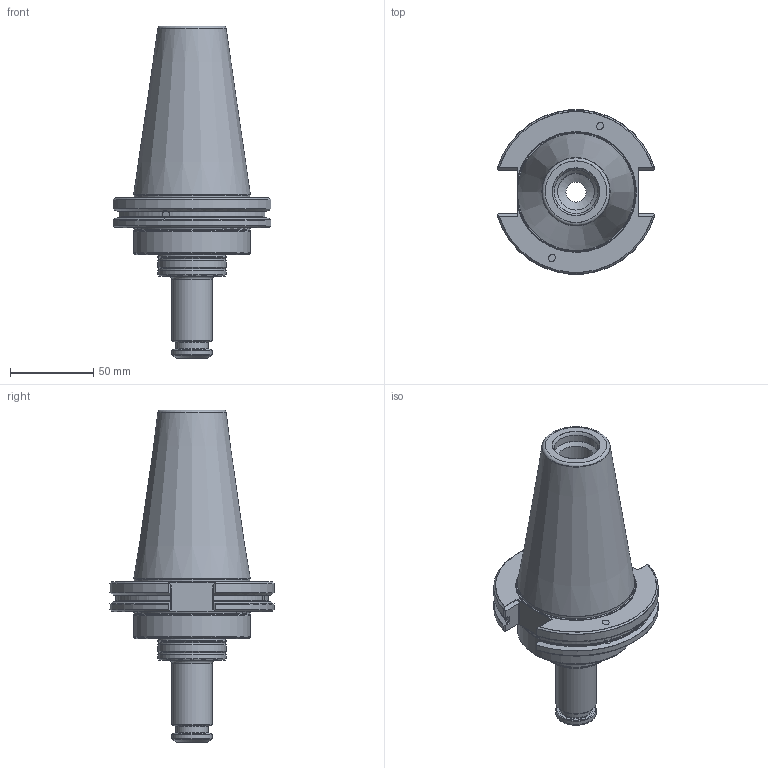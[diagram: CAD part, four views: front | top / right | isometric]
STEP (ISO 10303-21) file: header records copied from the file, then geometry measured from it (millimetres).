
FILE_DESCRIPTION(/* description */ (''),/* implementation_level */ '2;1');
FILE_NAME(/* name */ '435071556.stp',/* time_stamp */ '2021-01-12T12:05:33',/* author */ ('LRA'),/* organization */ ('REGO-FIX'),/* preprocessor_version */ ' Unknown',/* originating_system */ 'SIEMENS PLM Software Solid Edge ST10',/* authorization */ 'Unknown');
FILE_SCHEMA (('AUTOMOTIVE_DESIGN { 1 0 10303 214 2 1 1}'));
Length unit declared in the file: millimetre
Products named in the file (1): NOCUT
Bounding box: 94.65 x 98.36 x 199.1 mm (x, y, z)
Volume: 824148.9 mm3; surface area: 115039.4 mm2
Topology: 2 solids, 2 shells, 272 faces, 699 edges, 441 vertices
Faces by surface type: plane 110, cone 64, cylinder 62, torus 36
Full cylindrical faces by diameter (mm): 3.242 x6, 3.9 x2, 4.5 x2, 12 x4, 15 x2, 19.5 x2, 21.963 x6, 24 x2, 24.3 x2, 26.1 x1, 26.4 x1, 40.5 x3, 40.8 x3, 69.25 x2, 69.85 x1, 70.15 x1
Entity records: 9584 total; most frequent: CARTESIAN_POINT 1824, DIRECTION 1166, ORIENTED_EDGE 1100, EDGE_CURVE 550, AXIS2_PLACEMENT_3D 480, FACE_BOUND 410, VERTEX_POINT 408, EDGE_LOOP 406
